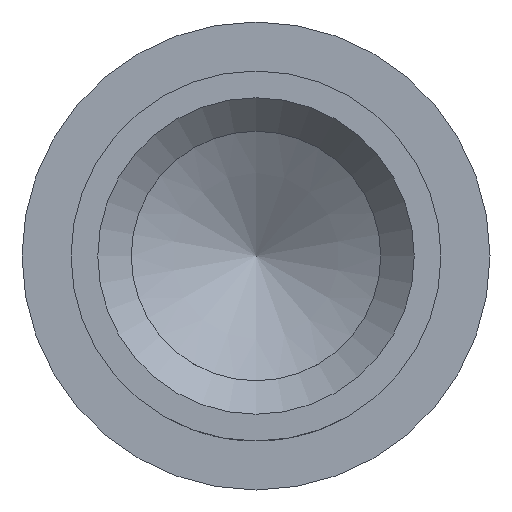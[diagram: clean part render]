
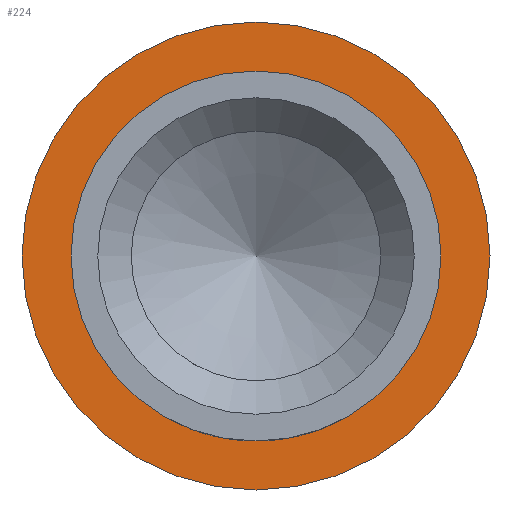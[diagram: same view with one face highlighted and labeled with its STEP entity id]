
A CAD part, front view. The second image highlights one B-rep face of the part: STEP entity #224.
In plain terms, the highlighted planar face has unit normal (0, -1, 0).
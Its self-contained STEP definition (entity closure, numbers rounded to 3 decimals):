
#109=PLANE('',#654);
#197=FACE_BOUND('',#292,.T.);
#198=FACE_BOUND('',#293,.T.);
#224=ADVANCED_FACE('',(#197,#198),#109,.F.);
#292=EDGE_LOOP('',(#412));
#293=EDGE_LOOP('',(#413));
#313=CIRCLE('',#613,0.73);
#320=CIRCLE('',#624,1.05);
#412=ORIENTED_EDGE('',*,*,#540,.F.);
#413=ORIENTED_EDGE('',*,*,#533,.F.);
#485=VERTEX_POINT('',#999);
#492=VERTEX_POINT('',#1017);
#533=EDGE_CURVE('',#485,#485,#313,.T.);
#540=EDGE_CURVE('',#492,#492,#320,.T.);
#613=AXIS2_PLACEMENT_3D('',#998,#696,#697);
#624=AXIS2_PLACEMENT_3D('',#1016,#718,#719);
#654=AXIS2_PLACEMENT_3D('',#1107,#790,#791);
#696=DIRECTION('',(0.,-1.,0.));
#697=DIRECTION('',(0.,0.,-1.));
#718=DIRECTION('',(0.,1.,0.));
#719=DIRECTION('',(0.,0.,1.));
#790=DIRECTION('',(0.,1.,0.));
#791=DIRECTION('',(0.,0.,-1.));
#998=CARTESIAN_POINT('',(0.,4.9,0.));
#999=CARTESIAN_POINT('',(0.,4.9,-0.73));
#1016=CARTESIAN_POINT('',(0.,4.9,0.));
#1017=CARTESIAN_POINT('',(0.,4.9,1.05));
#1107=CARTESIAN_POINT('',(0.,4.9,0.));
